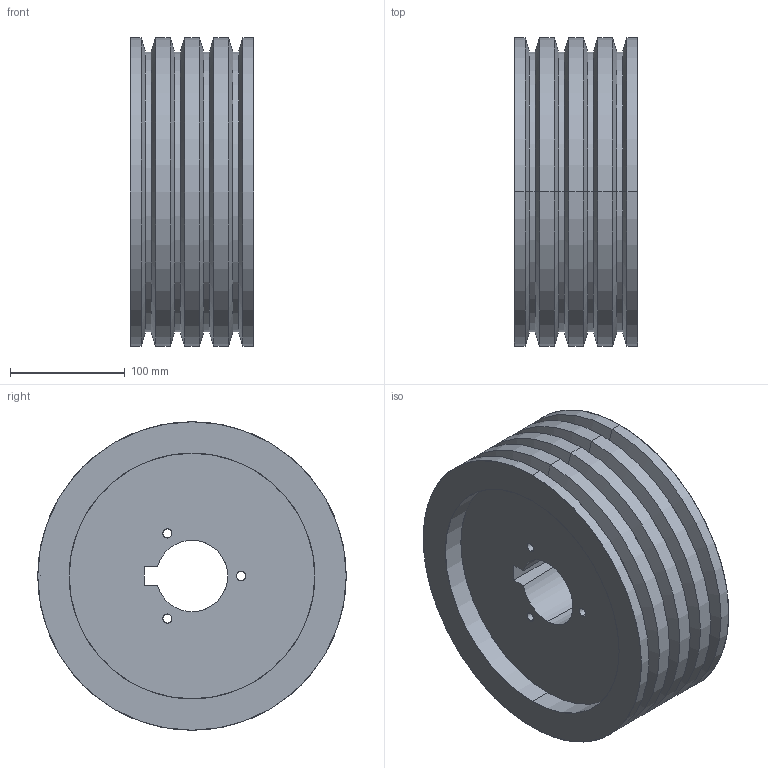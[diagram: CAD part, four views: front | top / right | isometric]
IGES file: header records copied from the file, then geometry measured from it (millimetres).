
Start section: SolidWorks IGES file using analytic representation for surfaces
Global section: file name: 4T4TC10072565597034.igs; native system: SolidWorks 2017; preprocessor: SolidWorks 2017; author: partstream; date: 170725.065520; units: inch
Bounding box: 107.95 x 269.24 x 269.24 mm (x, y, z)
Surface area: 301518.2 mm2 (no closed solid volume)
Topology: 0 solids, 0 shells, 101 faces, 1266 edges, 1266 vertices
Faces by surface type: revolution 53, bspline 48
